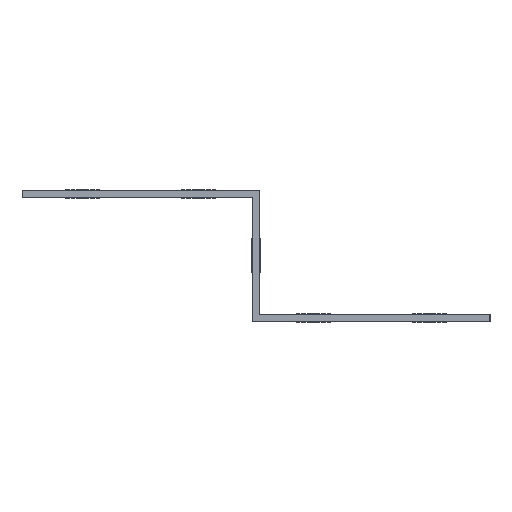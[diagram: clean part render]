
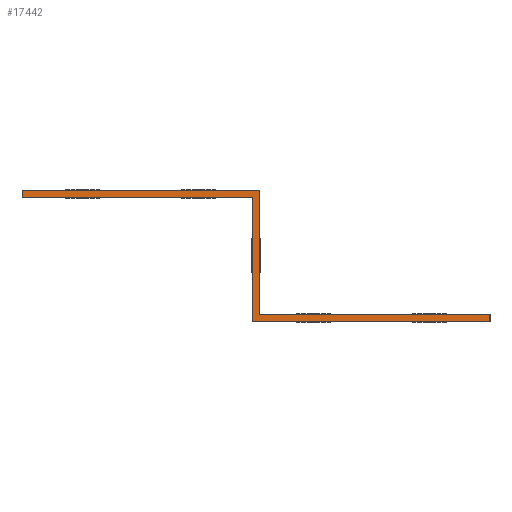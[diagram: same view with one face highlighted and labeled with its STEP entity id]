
A CAD part, left-side view. The second image highlights one B-rep face of the part: STEP entity #17442.
In plain terms, the highlighted planar face has unit normal (-1, 0, 0).
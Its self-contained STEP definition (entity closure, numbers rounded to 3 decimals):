
#1526=FACE_OUTER_BOUND('',#2286,.T.);
#2286=EDGE_LOOP('',(#15915,#15916,#15917,#15918,#15919,#15920,#15921,#15922));
#5288=LINE('',#34006,#6812);
#5293=LINE('',#34015,#6817);
#5294=LINE('',#34018,#6818);
#5299=LINE('',#34027,#6823);
#5302=LINE('',#34033,#6826);
#5305=LINE('',#34039,#6829);
#5309=LINE('',#34047,#6833);
#5310=LINE('',#34049,#6834);
#6812=VECTOR('',#27209,1.);
#6817=VECTOR('',#27216,1.);
#6818=VECTOR('',#27219,1.);
#6823=VECTOR('',#27226,1.);
#6826=VECTOR('',#27231,1.);
#6829=VECTOR('',#27236,1.);
#6833=VECTOR('',#27244,1.);
#6834=VECTOR('',#27247,1.);
#9836=VERTEX_POINT('',#34003);
#9837=VERTEX_POINT('',#34005);
#9839=VERTEX_POINT('',#34011);
#9841=VERTEX_POINT('',#34017);
#9844=VERTEX_POINT('',#34024);
#9846=VERTEX_POINT('',#34031);
#9848=VERTEX_POINT('',#34037);
#9850=VERTEX_POINT('',#34045);
#12852=EDGE_CURVE('',#9836,#9837,#5288,.T.);
#12857=EDGE_CURVE('',#9839,#9837,#5293,.T.);
#12858=EDGE_CURVE('',#9841,#9839,#5294,.T.);
#12863=EDGE_CURVE('',#9841,#9844,#5299,.T.);
#12866=EDGE_CURVE('',#9846,#9836,#5302,.T.);
#12869=EDGE_CURVE('',#9848,#9846,#5305,.T.);
#12873=EDGE_CURVE('',#9850,#9848,#5309,.T.);
#12874=EDGE_CURVE('',#9844,#9850,#5310,.T.);
#15915=ORIENTED_EDGE('',*,*,#12863,.F.);
#15916=ORIENTED_EDGE('',*,*,#12858,.T.);
#15917=ORIENTED_EDGE('',*,*,#12857,.T.);
#15918=ORIENTED_EDGE('',*,*,#12852,.F.);
#15919=ORIENTED_EDGE('',*,*,#12866,.F.);
#15920=ORIENTED_EDGE('',*,*,#12869,.F.);
#15921=ORIENTED_EDGE('',*,*,#12873,.F.);
#15922=ORIENTED_EDGE('',*,*,#12874,.F.);
#16682=PLANE('',#21203);
#17442=ADVANCED_FACE('',(#1526),#16682,.F.);
#21203=AXIS2_PLACEMENT_3D('',#34050,#27248,#27249);
#27209=DIRECTION('',(0.,1.,0.));
#27216=DIRECTION('',(0.,0.,-1.));
#27219=DIRECTION('',(0.,1.,0.));
#27226=DIRECTION('',(0.,0.,-1.));
#27231=DIRECTION('',(0.,0.,1.));
#27236=DIRECTION('',(0.,1.,0.));
#27244=DIRECTION('',(0.,0.,-1.));
#27247=DIRECTION('',(0.,-1.,0.));
#27248=DIRECTION('center_axis',(1.,0.,0.));
#27249=DIRECTION('ref_axis',(0.,0.,-1.));
#34003=CARTESIAN_POINT('',(71.302,76.45,25.667));
#34005=CARTESIAN_POINT('',(71.302,124.1,25.667));
#34006=CARTESIAN_POINT('',(71.302,75.1,25.667));
#34011=CARTESIAN_POINT('',(71.302,124.1,27.167));
#34015=CARTESIAN_POINT('',(71.302,124.1,25.817));
#34017=CARTESIAN_POINT('',(71.302,74.95,27.167));
#34018=CARTESIAN_POINT('',(71.302,98.1,27.167));
#34024=CARTESIAN_POINT('',(71.302,74.95,1.367));
#34027=CARTESIAN_POINT('',(71.302,74.95,27.167));
#34031=CARTESIAN_POINT('',(71.302,76.45,-0.133));
#34033=CARTESIAN_POINT('',(71.302,76.45,-0.133));
#34037=CARTESIAN_POINT('',(71.302,27.3,-0.133));
#34039=CARTESIAN_POINT('',(71.302,27.3,-0.133));
#34045=CARTESIAN_POINT('',(71.302,27.3,1.367));
#34047=CARTESIAN_POINT('',(71.302,27.3,1.367));
#34049=CARTESIAN_POINT('',(71.302,76.3,1.367));
#34050=CARTESIAN_POINT('Origin',(71.302,64.8,0.692));
